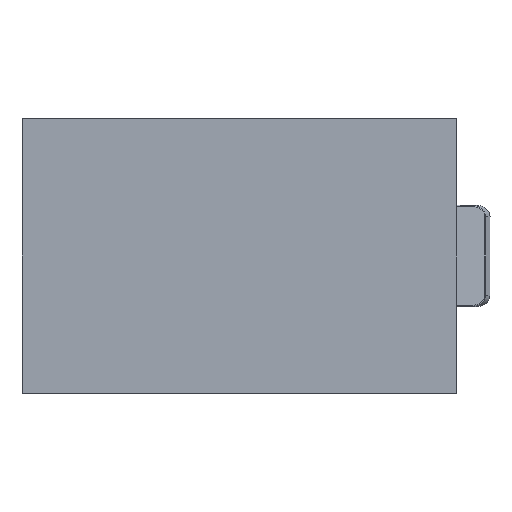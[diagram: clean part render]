
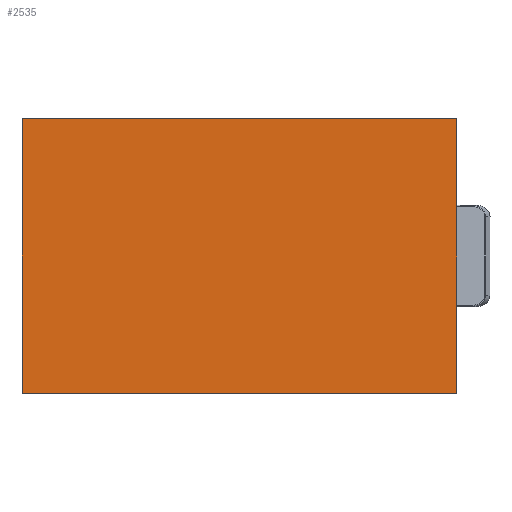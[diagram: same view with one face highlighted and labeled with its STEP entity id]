
A CAD part, left-side view. The second image highlights one B-rep face of the part: STEP entity #2535.
In plain terms, the highlighted planar face has unit normal (-1, 0, 0).
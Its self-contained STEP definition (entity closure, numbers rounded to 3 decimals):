
#661=DIRECTION('',(0.,1.,0.));
#662=VECTOR('',#661,190.);
#663=CARTESIAN_POINT('',(57.5,-133.,-60.));
#664=LINE('',#663,#662);
#665=DIRECTION('',(0.,0.,1.));
#666=VECTOR('',#665,120.);
#667=CARTESIAN_POINT('',(57.5,57.,-60.));
#668=LINE('',#667,#666);
#669=DIRECTION('',(0.,-1.,0.));
#670=VECTOR('',#669,190.);
#671=CARTESIAN_POINT('',(57.5,57.,60.));
#672=LINE('',#671,#670);
#673=DIRECTION('',(0.,0.,-1.));
#674=VECTOR('',#673,120.);
#675=CARTESIAN_POINT('',(57.5,-133.,60.));
#676=LINE('',#675,#674);
#1685=CARTESIAN_POINT('',(57.5,-133.,-60.));
#1686=CARTESIAN_POINT('',(57.5,57.,-60.));
#1687=VERTEX_POINT('',#1685);
#1688=VERTEX_POINT('',#1686);
#1689=CARTESIAN_POINT('',(57.5,57.,60.));
#1690=VERTEX_POINT('',#1689);
#1691=CARTESIAN_POINT('',(57.5,-133.,60.));
#1692=VERTEX_POINT('',#1691);
#2521=CARTESIAN_POINT('',(57.5,-133.,72.));
#2522=DIRECTION('',(1.,0.,0.));
#2523=DIRECTION('',(0.,1.,0.));
#2524=AXIS2_PLACEMENT_3D('',#2521,#2522,#2523);
#2525=PLANE('',#2524);
#2526=ORIENTED_EDGE('',*,*,#2504,.T.);
#2528=ORIENTED_EDGE('',*,*,#2527,.T.);
#2530=ORIENTED_EDGE('',*,*,#2529,.T.);
#2532=ORIENTED_EDGE('',*,*,#2531,.T.);
#2533=EDGE_LOOP('',(#2526,#2528,#2530,#2532));
#2534=FACE_OUTER_BOUND('',#2533,.F.);
#2535=ADVANCED_FACE('',(#2534),#2525,.F.);
#2504=EDGE_CURVE('',#1687,#1688,#664,.T.);
#2527=EDGE_CURVE('',#1688,#1690,#668,.T.);
#2529=EDGE_CURVE('',#1690,#1692,#672,.T.);
#2531=EDGE_CURVE('',#1692,#1687,#676,.T.);
